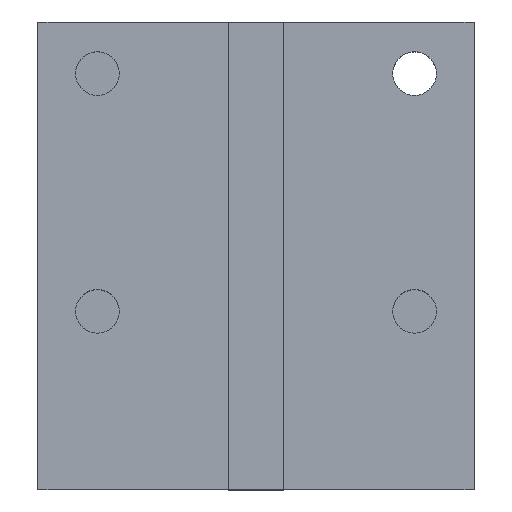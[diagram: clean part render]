
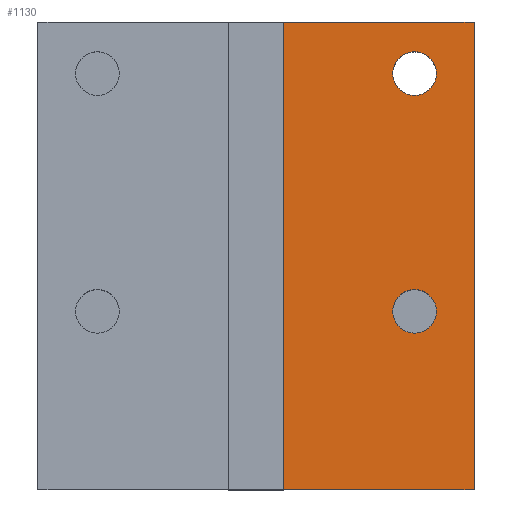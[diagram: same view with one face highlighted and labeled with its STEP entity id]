
A CAD part, top view. The second image highlights one B-rep face of the part: STEP entity #1130.
In plain terms, the highlighted planar face has unit normal (0, 0, 1).
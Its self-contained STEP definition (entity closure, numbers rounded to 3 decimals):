
#310=CARTESIAN_POINT('',(45.5,415.,-60.));
#320=VERTEX_POINT('',#310);
#400=CARTESIAN_POINT('',(34.5,415.,-60.));
#410=VERTEX_POINT('',#400);
#440=CARTESIAN_POINT('',(40.,415.,-60.));
#450=DIRECTION('',(0.,0.,-1.));
#460=DIRECTION('',(-1.,0.,0.));
#470=AXIS2_PLACEMENT_3D('',#440,#450,#460);
#480=CIRCLE('',#470,5.5);
#490=EDGE_CURVE('',#410,#320,#480,.T.);
#540=CARTESIAN_POINT('',(7.,488.,-60.));
#550=DIRECTION('',(0.,0.,1.));
#560=DIRECTION('',(1.,0.,0.));
#570=AXIS2_PLACEMENT_3D('',#540,#550,#560);
#580=PLANE('',#570);
#590=CARTESIAN_POINT('',(55.,488.,-60.));
#600=DIRECTION('',(0.,-1.,0.));
#610=VECTOR('',#600,1.);
#620=LINE('',#590,#610);
#630=CARTESIAN_POINT('',(55.,488.,-60.));
#640=VERTEX_POINT('',#630);
#650=CARTESIAN_POINT('',(55.,370.,-60.));
#660=VERTEX_POINT('',#650);
#670=EDGE_CURVE('',#640,#660,#620,.T.);
#680=ORIENTED_EDGE('',*,*,#670,.F.);
#690=CARTESIAN_POINT('',(7.,370.,-60.));
#700=DIRECTION('',(1.,0.,0.));
#710=VECTOR('',#700,1.);
#720=LINE('',#690,#710);
#730=CARTESIAN_POINT('',(7.,370.,-60.));
#740=VERTEX_POINT('',#730);
#750=EDGE_CURVE('',#740,#660,#720,.T.);
#760=ORIENTED_EDGE('',*,*,#750,.T.);
#770=CARTESIAN_POINT('',(7.,488.,-60.));
#780=DIRECTION('',(0.,-1.,0.));
#790=VECTOR('',#780,1.);
#800=LINE('',#770,#790);
#810=CARTESIAN_POINT('',(7.,488.,-60.));
#820=VERTEX_POINT('',#810);
#830=EDGE_CURVE('',#820,#740,#800,.T.);
#840=ORIENTED_EDGE('',*,*,#830,.T.);
#850=CARTESIAN_POINT('',(7.,488.,-60.));
#860=DIRECTION('',(1.,0.,0.));
#870=VECTOR('',#860,1.);
#880=LINE('',#850,#870);
#890=EDGE_CURVE('',#820,#640,#880,.T.);
#900=ORIENTED_EDGE('',*,*,#890,.F.);
#910=EDGE_LOOP('',(#900,#840,#760,#680));
#920=FACE_OUTER_BOUND('',#910,.T.);
#930=EDGE_CURVE('',#320,#410,#480,.T.);
#940=ORIENTED_EDGE('',*,*,#930,.T.);
#950=ORIENTED_EDGE('',*,*,#490,.T.);
#960=EDGE_LOOP('',(#950,#940));
#970=FACE_BOUND('',#960,.T.);
#980=CARTESIAN_POINT('',(40.,475.,-60.));
#990=DIRECTION('',(0.,0.,-1.));
#1000=DIRECTION('',(-1.,0.,0.));
#1010=AXIS2_PLACEMENT_3D('',#980,#990,#1000);
#1020=CIRCLE('',#1010,5.5);
#1030=CARTESIAN_POINT('',(45.5,475.,-60.));
#1040=VERTEX_POINT('',#1030);
#1050=CARTESIAN_POINT('',(34.5,475.,-60.));
#1060=VERTEX_POINT('',#1050);
#1070=EDGE_CURVE('',#1040,#1060,#1020,.T.);
#1080=ORIENTED_EDGE('',*,*,#1070,.T.);
#1090=EDGE_CURVE('',#1060,#1040,#1020,.T.);
#1100=ORIENTED_EDGE('',*,*,#1090,.T.);
#1110=EDGE_LOOP('',(#1100,#1080));
#1120=FACE_BOUND('',#1110,.T.);
#1130=ADVANCED_FACE('',(#920,#970,#1120),#580,.T.);
